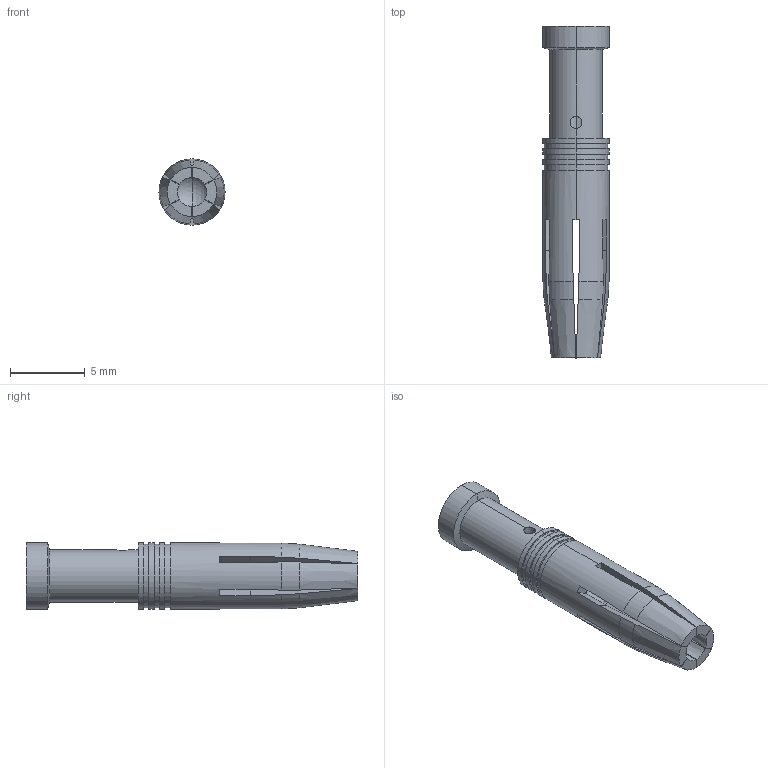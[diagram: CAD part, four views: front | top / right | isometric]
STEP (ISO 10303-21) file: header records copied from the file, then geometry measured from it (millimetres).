
FILE_DESCRIPTION (( 'STEP AP214' ), '1' );
FILE_NAME ('ZP-MC-CC-F16A-14G.step', '2015-08-12T18:19:14', ( '' ), ( '' ), 'SwSTEP 2.0', 'SolidWorks 2014', '' );
FILE_SCHEMA (( 'AUTOMOTIVE_DESIGN' ));
Length unit declared in the file: millimetre
Products named in the file (1): ZP-MC-CC-F16A-14G
Bounding box: 4.42 x 22.2 x 4.42 mm (x, y, z)
Volume: 190 mm3; surface area: 526.4 mm2
Topology: 1 solids, 1 shells, 93 faces, 250 edges, 163 vertices
Faces by surface type: plane 45, cylinder 22, cone 16, torus 6, sphere 4
Entity records: 3018 total; most frequent: CARTESIAN_POINT 747, ORIENTED_EDGE 488, DIRECTION 460, EDGE_CURVE 244, AXIS2_PLACEMENT_3D 192, VERTEX_POINT 161, CIRCLE 100, EDGE_LOOP 99
